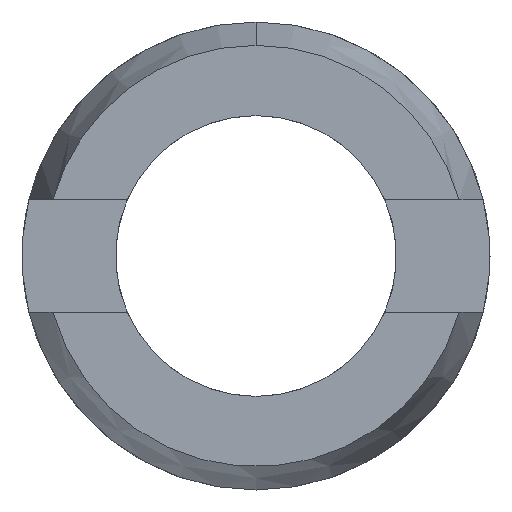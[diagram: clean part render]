
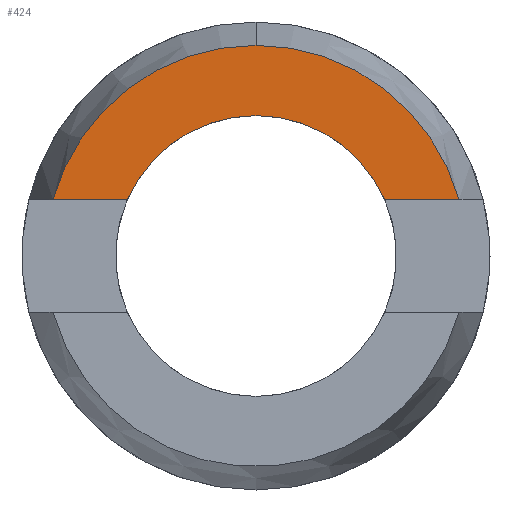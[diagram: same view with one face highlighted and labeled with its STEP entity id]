
A CAD part, front view. The second image highlights one B-rep face of the part: STEP entity #424.
In plain terms, the highlighted planar face has unit normal (0, -1, 0).
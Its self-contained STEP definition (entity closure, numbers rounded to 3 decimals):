
#9 = LINE ( 'NONE', #712, #1049 ) ;
#108 = ORIENTED_EDGE ( 'NONE', *, *, #246, .T. ) ;
#156 = AXIS2_PLACEMENT_3D ( 'NONE', #936, #820, #1056 ) ;
#165 = VERTEX_POINT ( 'NONE', #1587 ) ;
#225 = CIRCLE ( 'NONE', #1074, 1.5 ) ;
#245 = EDGE_CURVE ( 'NONE', #165, #1287, #250, .T. ) ;
#246 = EDGE_CURVE ( 'NONE', #165, #652, #225, .T. ) ;
#250 = LINE ( 'NONE', #256, #638 ) ;
#256 = CARTESIAN_POINT ( 'NONE',  ( -4.899, 0., 0.6 ) ) ;
#352 = DIRECTION ( 'NONE',  ( 0., 0., 1. ) ) ;
#379 = DIRECTION ( 'NONE',  ( -1., 0., 0. ) ) ;
#410 = CIRCLE ( 'NONE', #1534, 2.25 ) ;
#424 = ADVANCED_FACE ( 'NONE', ( #852 ), #472, .F. ) ;
#431 = DIRECTION ( 'NONE',  ( 0., 1., 0. ) ) ;
#438 = DIRECTION ( 'NONE',  ( 0., 0., 1. ) ) ;
#472 = PLANE ( 'NONE',  #156 ) ;
#535 = CIRCLE ( 'NONE', #1535, 2.25 ) ;
#540 = EDGE_CURVE ( 'NONE', #1287, #1208, #535, .T. ) ;
#553 = CARTESIAN_POINT ( 'NONE',  ( 0., 0., 0. ) ) ;
#563 = CARTESIAN_POINT ( 'NONE',  ( 1.375, 0., 0.6 ) ) ;
#569 = ORIENTED_EDGE ( 'NONE', *, *, #245, .F. ) ;
#582 = VERTEX_POINT ( 'NONE', #1232 ) ;
#596 = DIRECTION ( 'NONE',  ( 0., 1., 0. ) ) ;
#638 = VECTOR ( 'NONE', #379, 1000. ) ;
#652 = VERTEX_POINT ( 'NONE', #1134 ) ;
#712 = CARTESIAN_POINT ( 'NONE',  ( 7.382, 0., 0.6 ) ) ;
#727 = DIRECTION ( 'NONE',  ( 0., 1., 0. ) ) ;
#752 = ORIENTED_EDGE ( 'NONE', *, *, #902, .T. ) ;
#769 = ORIENTED_EDGE ( 'NONE', *, *, #1046, .F. ) ;
#807 = AXIS2_PLACEMENT_3D ( 'NONE', #1009, #1392, #1261 ) ;
#808 = CARTESIAN_POINT ( 'NONE',  ( 0., 0., 0. ) ) ;
#820 = DIRECTION ( 'NONE',  ( 0., 1., 0. ) ) ;
#852 = FACE_OUTER_BOUND ( 'NONE', #1229, .T. ) ;
#902 = EDGE_CURVE ( 'NONE', #652, #1078, #1444, .T. ) ;
#936 = CARTESIAN_POINT ( 'NONE',  ( 0., 0., 0. ) ) ;
#983 = CARTESIAN_POINT ( 'NONE',  ( -2.169, 0., 0.6 ) ) ;
#1009 = CARTESIAN_POINT ( 'NONE',  ( 0., 0., 0. ) ) ;
#1046 = EDGE_CURVE ( 'NONE', #1208, #582, #410, .T. ) ;
#1049 = VECTOR ( 'NONE', #1352, 1000. ) ;
#1056 = DIRECTION ( 'NONE',  ( 0., 0., 1. ) ) ;
#1074 = AXIS2_PLACEMENT_3D ( 'NONE', #1222, #727, #352 ) ;
#1077 = ORIENTED_EDGE ( 'NONE', *, *, #1266, .F. ) ;
#1078 = VERTEX_POINT ( 'NONE', #563 ) ;
#1134 = CARTESIAN_POINT ( 'NONE',  ( 0., 0., 1.5 ) ) ;
#1208 = VERTEX_POINT ( 'NONE', #1305 ) ;
#1222 = CARTESIAN_POINT ( 'NONE',  ( 0., 0., 0. ) ) ;
#1229 = EDGE_LOOP ( 'NONE', ( #1572, #569, #108, #752, #1077, #769 ) ) ;
#1232 = CARTESIAN_POINT ( 'NONE',  ( 2.169, 0., 0.6 ) ) ;
#1261 = DIRECTION ( 'NONE',  ( 0., 0., 1. ) ) ;
#1266 = EDGE_CURVE ( 'NONE', #582, #1078, #9, .T. ) ;
#1287 = VERTEX_POINT ( 'NONE', #983 ) ;
#1305 = CARTESIAN_POINT ( 'NONE',  ( 0., 0., 2.25 ) ) ;
#1352 = DIRECTION ( 'NONE',  ( -1., 0., 0. ) ) ;
#1392 = DIRECTION ( 'NONE',  ( 0., 1., 0. ) ) ;
#1444 = CIRCLE ( 'NONE', #807, 1.5 ) ;
#1534 = AXIS2_PLACEMENT_3D ( 'NONE', #553, #431, #438 ) ;
#1535 = AXIS2_PLACEMENT_3D ( 'NONE', #808, #596, #1610 ) ;
#1572 = ORIENTED_EDGE ( 'NONE', *, *, #540, .F. ) ;
#1587 = CARTESIAN_POINT ( 'NONE',  ( -1.375, 0., 0.6 ) ) ;
#1610 = DIRECTION ( 'NONE',  ( 0., 0., 1. ) ) ;
